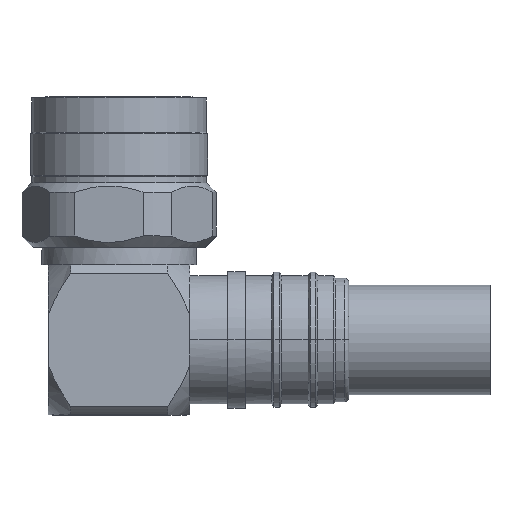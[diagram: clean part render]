
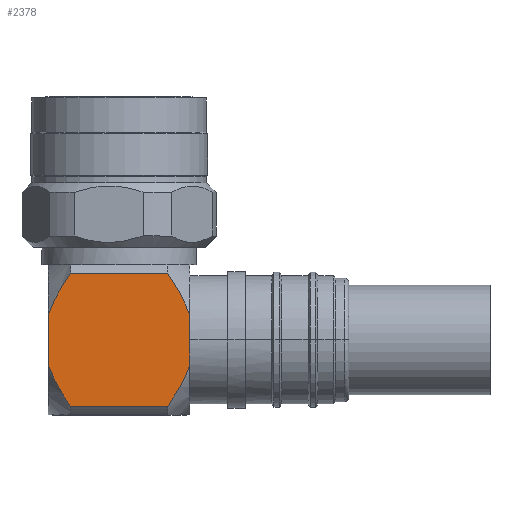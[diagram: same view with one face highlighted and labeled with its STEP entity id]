
A CAD part, top view. The second image highlights one B-rep face of the part: STEP entity #2378.
In plain terms, the highlighted planar face has unit normal (0, 0, 1).
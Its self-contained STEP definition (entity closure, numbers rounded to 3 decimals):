
#6 = EDGE_CURVE ( 'NONE', #2687, #438, #4708, .T. ) ;
#59 = B_SPLINE_CURVE_WITH_KNOTS ( 'NONE', 3,
 ( #4615, #5469, #139, #3714, #4684, #2848, #3840, #2614, #1614, #1965, #5246, #4832, #898, #3143 ),
 .UNSPECIFIED., .F., .F.,
 ( 4, 1, 1, 1, 1, 1, 1, 2, 2, 4 ),
 ( 0., 0.25, 0.375, 0.438, 0.469, 0.484, 0.492, 0.496, 0.5, 1. ),
 .UNSPECIFIED. ) ;
#139 = CARTESIAN_POINT ( 'NONE',  ( 14.157, -6.568, 8. ) ) ;
#173 = CARTESIAN_POINT ( 'NONE',  ( 0., 2.872, 8. ) ) ;
#178 = EDGE_LOOP ( 'NONE', ( #600, #1367, #2401, #1206, #1193, #4809, #599, #1743 ) ) ;
#192 = VECTOR ( 'NONE', #1421, 1000. ) ;
#361 = EDGE_CURVE ( 'NONE', #438, #3654, #3986, .T. ) ;
#395 = EDGE_CURVE ( 'NONE', #2144, #3337, #748, .T. ) ;
#438 = VERTEX_POINT ( 'NONE', #1506 ) ;
#475 = CARTESIAN_POINT ( 'NONE',  ( 1.411, 5.886, 8. ) ) ;
#482 = CARTESIAN_POINT ( 'NONE',  ( 14.589, 5.886, 8. ) ) ;
#522 = CARTESIAN_POINT ( 'NONE',  ( 16., 0., 8. ) ) ;
#574 = EDGE_CURVE ( 'NONE', #4168, #3979, #1858, .T. ) ;
#599 = ORIENTED_EDGE ( 'NONE', *, *, #4368, .T. ) ;
#600 = ORIENTED_EDGE ( 'NONE', *, *, #670, .T. ) ;
#621 = CARTESIAN_POINT ( 'NONE',  ( 2.5, -7.55, 8. ) ) ;
#670 = EDGE_CURVE ( 'NONE', #3337, #1352, #59, .T. ) ;
#748 = LINE ( 'NONE', #4439, #192 ) ;
#827 = VECTOR ( 'NONE', #1480, 1000. ) ;
#898 = CARTESIAN_POINT ( 'NONE',  ( 15.743, -3.632, 8. ) ) ;
#917 = CARTESIAN_POINT ( 'NONE',  ( 16., 2.872, 8. ) ) ;
#1015 = B_SPLINE_CURVE_WITH_KNOTS ( 'NONE', 3,
 ( #1695, #5761, #5779, #475, #4886, #5331 ),
 .UNSPECIFIED., .F., .F.,
 ( 4, 2, 4 ),
 ( 0., 0.5, 1. ),
 .UNSPECIFIED. ) ;
#1046 = EDGE_CURVE ( 'NONE', #3654, #1352, #3969, .T. ) ;
#1083 = DIRECTION ( 'NONE',  ( -1., 0., 0. ) ) ;
#1193 = ORIENTED_EDGE ( 'NONE', *, *, #4700, .F. ) ;
#1206 = ORIENTED_EDGE ( 'NONE', *, *, #6, .F. ) ;
#1352 = VERTEX_POINT ( 'NONE', #1700 ) ;
#1367 = ORIENTED_EDGE ( 'NONE', *, *, #1046, .F. ) ;
#1421 = DIRECTION ( 'NONE',  ( 1., 0., 0. ) ) ;
#1480 = DIRECTION ( 'NONE',  ( 0., -1., 0. ) ) ;
#1500 = CARTESIAN_POINT ( 'NONE',  ( 1.479, -5.993, 8. ) ) ;
#1506 = CARTESIAN_POINT ( 'NONE',  ( 13.5, 7.55, 8. ) ) ;
#1614 = CARTESIAN_POINT ( 'NONE',  ( 14.892, -5.321, 8. ) ) ;
#1695 = CARTESIAN_POINT ( 'NONE',  ( 0., 2.872, 8. ) ) ;
#1700 = CARTESIAN_POINT ( 'NONE',  ( 16., -2.872, 8. ) ) ;
#1743 = ORIENTED_EDGE ( 'NONE', *, *, #395, .T. ) ;
#1781 = CARTESIAN_POINT ( 'NONE',  ( 15.422, 4.34, 8. ) ) ;
#1836 = B_SPLINE_CURVE_WITH_KNOTS ( 'NONE', 3,
 ( #5473, #3212, #1926, #5595, #2887, #3693, #3753, #3716, #4669, #1992, #5115, #1500, #4590, #621 ),
 .UNSPECIFIED., .F., .F.,
 ( 4, 1, 1, 1, 1, 1, 1, 2, 2, 4 ),
 ( 0., 0.25, 0.375, 0.437, 0.469, 0.484, 0.492, 0.496, 0.5, 1. ),
 .UNSPECIFIED. ) ;
#1858 = LINE ( 'NONE', #5380, #4720 ) ;
#1926 = CARTESIAN_POINT ( 'NONE',  ( 0.361, -3.838, 8. ) ) ;
#1938 = PLANE ( 'NONE',  #2478 ) ;
#1965 = CARTESIAN_POINT ( 'NONE',  ( 14.898, -5.31, 8. ) ) ;
#1984 = CARTESIAN_POINT ( 'NONE',  ( 13.5, -7.55, 8. ) ) ;
#1992 = CARTESIAN_POINT ( 'NONE',  ( 1.085, -5.279, 8. ) ) ;
#2144 = VERTEX_POINT ( 'NONE', #3945 ) ;
#2238 = CARTESIAN_POINT ( 'NONE',  ( 13.5, 7.55, 8. ) ) ;
#2361 = CARTESIAN_POINT ( 'NONE',  ( 0., -2.872, 8. ) ) ;
#2378 = ADVANCED_FACE ( 'NONE', ( #5696 ), #1938, .T. ) ;
#2401 = ORIENTED_EDGE ( 'NONE', *, *, #361, .F. ) ;
#2478 = AXIS2_PLACEMENT_3D ( 'NONE', #5082, #4652, #1083 ) ;
#2479 = DIRECTION ( 'NONE',  ( 1., 0., 0. ) ) ;
#2614 = CARTESIAN_POINT ( 'NONE',  ( 14.883, -5.338, 8. ) ) ;
#2669 = CARTESIAN_POINT ( 'NONE',  ( 16., 2.872, 8. ) ) ;
#2687 = VERTEX_POINT ( 'NONE', #4262 ) ;
#2848 = CARTESIAN_POINT ( 'NONE',  ( 14.818, -5.453, 8. ) ) ;
#2887 = CARTESIAN_POINT ( 'NONE',  ( 0.891, -4.921, 8. ) ) ;
#2968 = VECTOR ( 'NONE', #2479, 1000. ) ;
#3097 = DIRECTION ( 'NONE',  ( 0., -1., 0. ) ) ;
#3143 = CARTESIAN_POINT ( 'NONE',  ( 16., -2.872, 8. ) ) ;
#3212 = CARTESIAN_POINT ( 'NONE',  ( 0.128, -3.251, 8. ) ) ;
#3337 = VERTEX_POINT ( 'NONE', #1984 ) ;
#3654 = VERTEX_POINT ( 'NONE', #917 ) ;
#3693 = CARTESIAN_POINT ( 'NONE',  ( 0.99, -5.106, 8. ) ) ;
#3714 = CARTESIAN_POINT ( 'NONE',  ( 14.548, -5.922, 8. ) ) ;
#3716 = CARTESIAN_POINT ( 'NONE',  ( 1.066, -5.245, 8. ) ) ;
#3753 = CARTESIAN_POINT ( 'NONE',  ( 1.041, -5.199, 8. ) ) ;
#3794 = CARTESIAN_POINT ( 'NONE',  ( 30., 7.55, 8. ) ) ;
#3840 = CARTESIAN_POINT ( 'NONE',  ( 14.861, -5.376, 8. ) ) ;
#3945 = CARTESIAN_POINT ( 'NONE',  ( 2.5, -7.55, 8. ) ) ;
#3969 = LINE ( 'NONE', #522, #827 ) ;
#3979 = VERTEX_POINT ( 'NONE', #2361 ) ;
#3986 = B_SPLINE_CURVE_WITH_KNOTS ( 'NONE', 3,
 ( #2238, #3992, #482, #1781, #5364, #2669 ),
 .UNSPECIFIED., .F., .F.,
 ( 4, 2, 4 ),
 ( 0., 0.5, 1. ),
 .UNSPECIFIED. ) ;
#3992 = CARTESIAN_POINT ( 'NONE',  ( 14.087, 6.695, 8. ) ) ;
#4168 = VERTEX_POINT ( 'NONE', #173 ) ;
#4262 = CARTESIAN_POINT ( 'NONE',  ( 2.5, 7.55, 8. ) ) ;
#4368 = EDGE_CURVE ( 'NONE', #3979, #2144, #1836, .T. ) ;
#4439 = CARTESIAN_POINT ( 'NONE',  ( 20., -7.55, 8. ) ) ;
#4590 = CARTESIAN_POINT ( 'NONE',  ( 1.948, -6.746, 8. ) ) ;
#4615 = CARTESIAN_POINT ( 'NONE',  ( 13.5, -7.55, 8. ) ) ;
#4652 = DIRECTION ( 'NONE',  ( 0., 0., 1. ) ) ;
#4669 = CARTESIAN_POINT ( 'NONE',  ( 1.077, -5.265, 8. ) ) ;
#4684 = CARTESIAN_POINT ( 'NONE',  ( 14.731, -5.608, 8. ) ) ;
#4700 = EDGE_CURVE ( 'NONE', #4168, #2687, #1015, .T. ) ;
#4708 = LINE ( 'NONE', #3794, #2968 ) ;
#4720 = VECTOR ( 'NONE', #3097, 1000. ) ;
#4809 = ORIENTED_EDGE ( 'NONE', *, *, #574, .T. ) ;
#4832 = CARTESIAN_POINT ( 'NONE',  ( 15.378, -4.441, 8. ) ) ;
#4886 = CARTESIAN_POINT ( 'NONE',  ( 1.913, 6.695, 8. ) ) ;
#5082 = CARTESIAN_POINT ( 'NONE',  ( 20., -8.5, 8. ) ) ;
#5115 = CARTESIAN_POINT ( 'NONE',  ( 1.089, -5.287, 8. ) ) ;
#5246 = CARTESIAN_POINT ( 'NONE',  ( 14.9, -5.306, 8. ) ) ;
#5331 = CARTESIAN_POINT ( 'NONE',  ( 2.5, 7.55, 8. ) ) ;
#5364 = CARTESIAN_POINT ( 'NONE',  ( 15.754, 3.601, 8. ) ) ;
#5380 = CARTESIAN_POINT ( 'NONE',  ( 0., -8.5, 8. ) ) ;
#5469 = CARTESIAN_POINT ( 'NONE',  ( 13.775, -7.149, 8. ) ) ;
#5473 = CARTESIAN_POINT ( 'NONE',  ( 0., -2.872, 8. ) ) ;
#5595 = CARTESIAN_POINT ( 'NONE',  ( 0.703, -4.554, 8. ) ) ;
#5696 = FACE_OUTER_BOUND ( 'NONE', #178, .T. ) ;
#5761 = CARTESIAN_POINT ( 'NONE',  ( 0.246, 3.601, 8. ) ) ;
#5779 = CARTESIAN_POINT ( 'NONE',  ( 0.578, 4.34, 8. ) ) ;
